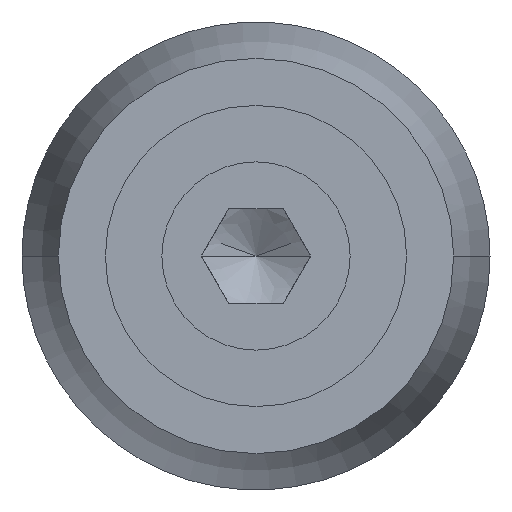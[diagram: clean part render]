
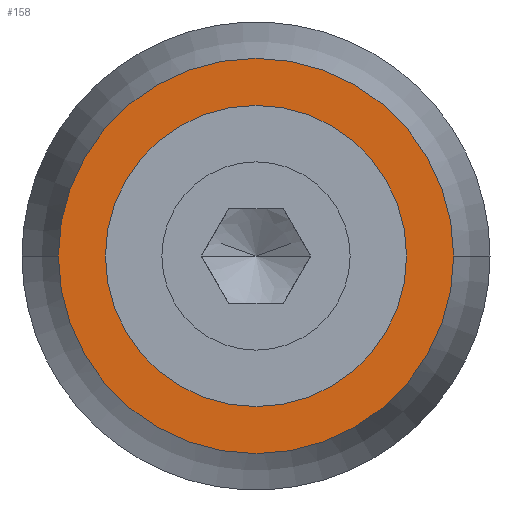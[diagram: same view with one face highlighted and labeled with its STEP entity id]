
A CAD part, left-side view. The second image highlights one B-rep face of the part: STEP entity #158.
In plain terms, the highlighted planar face has unit normal (-1, 0, 0).
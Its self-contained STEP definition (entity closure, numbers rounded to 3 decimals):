
#138=EDGE_CURVE('',#190,#204,#375,.T.);
#146=EDGE_CURVE('',#176,#208,#383,.T.);
#156=EDGE_CURVE('',#208,#176,#393,.T.);
#158=ADVANCED_FACE('',(#395,#396),#397,.T.);
#176=VERTEX_POINT('',#416);
#190=VERTEX_POINT('',#434);
#204=VERTEX_POINT('',#449);
#208=VERTEX_POINT('',#454);
#218=EDGE_CURVE('',#204,#190,#464,.T.);
#375=CIRCLE('',#630,10.5);
#383=CIRCLE('',#649,8.);
#393=CIRCLE('',#663,8.);
#395=FACE_OUTER_BOUND('',#665,.T.);
#396=FACE_BOUND('',#666,.T.);
#397=PLANE('',#667);
#416=CARTESIAN_POINT('',(8.,-8.,0.));
#434=CARTESIAN_POINT('',(8.,-10.5,0.));
#449=CARTESIAN_POINT('',(8.,10.5,0.));
#454=CARTESIAN_POINT('',(8.,8.,0.));
#464=CIRCLE('',#771,10.5);
#630=AXIS2_PLACEMENT_3D('',#1005,#1006,#1007);
#649=AXIS2_PLACEMENT_3D('',#1012,#1013,#1014);
#663=AXIS2_PLACEMENT_3D('',#1024,#1025,#1026);
#665=EDGE_LOOP('',(#1028,#1029));
#666=EDGE_LOOP('',(#1030,#1031));
#667=AXIS2_PLACEMENT_3D('',#1032,#1033,#1034);
#771=AXIS2_PLACEMENT_3D('',#1106,#1107,#1108);
#1005=CARTESIAN_POINT('',(8.,0.,0.));
#1006=DIRECTION('',(1.0,0.0,-0.0));
#1007=DIRECTION('',(0.0,1.0,0.));
#1012=CARTESIAN_POINT('',(8.,0.,0.));
#1013=DIRECTION('',(1.0,0.0,-0.0));
#1014=DIRECTION('',(0.0,1.0,0.));
#1024=CARTESIAN_POINT('',(8.,0.,0.));
#1025=DIRECTION('',(1.0,0.0,-0.0));
#1026=DIRECTION('',(0.0,1.0,0.));
#1028=ORIENTED_EDGE('',*,*,#218,.F.);
#1029=ORIENTED_EDGE('',*,*,#138,.F.);
#1030=ORIENTED_EDGE('',*,*,#156,.T.);
#1031=ORIENTED_EDGE('',*,*,#146,.T.);
#1032=CARTESIAN_POINT('',(8.,9.25,0.));
#1033=DIRECTION('',(-1.0,0.0,0.0));
#1034=DIRECTION('',(0.0,-1.0,0.));
#1106=CARTESIAN_POINT('',(8.,0.,0.));
#1107=DIRECTION('',(1.0,0.0,-0.0));
#1108=DIRECTION('',(0.0,1.0,0.));
